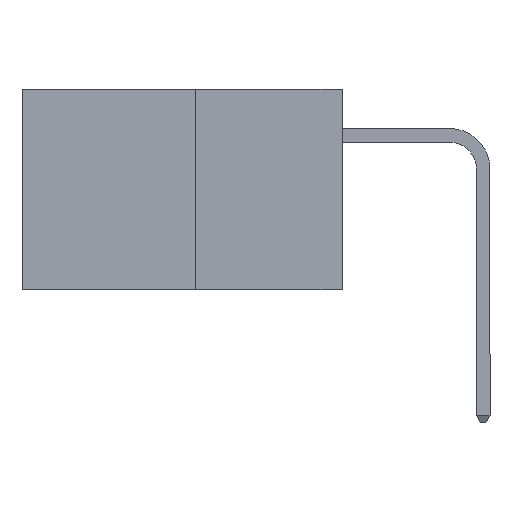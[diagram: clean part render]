
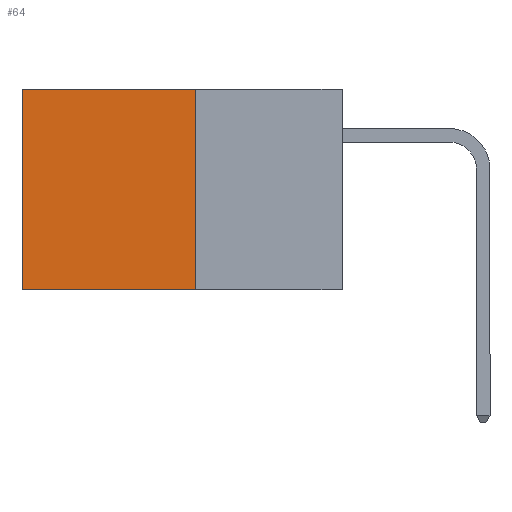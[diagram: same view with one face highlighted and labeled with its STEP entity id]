
A CAD part, left-side view. The second image highlights one B-rep face of the part: STEP entity #64.
In plain terms, the highlighted planar face has unit normal (-1, 0, 0).
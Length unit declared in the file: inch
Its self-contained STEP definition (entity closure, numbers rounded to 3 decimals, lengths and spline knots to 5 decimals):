
#64 = ADVANCED_FACE ( 'NONE', ( #8292 ), #3905, .F. ) ;
#449 = EDGE_CURVE ( 'NONE', #5517, #3573, #9989, .T. ) ;
#733 = CARTESIAN_POINT ( 'NONE',  ( 0.277, 0.27, -0.37 ) ) ;
#993 = CARTESIAN_POINT ( 'NONE',  ( 0.277, 0.59, 0. ) ) ;
#1023 = VECTOR ( 'NONE', #9043, 39.37008 ) ;
#1242 = VERTEX_POINT ( 'NONE', #2010 ) ;
#1492 = LINE ( 'NONE', #733, #9477 ) ;
#1566 = CARTESIAN_POINT ( 'NONE',  ( 0.277, 0.27, -0.37 ) ) ;
#2010 = CARTESIAN_POINT ( 'NONE',  ( 0.277, 0.59, -0.37 ) ) ;
#2579 = CARTESIAN_POINT ( 'NONE',  ( 0.277, 0.27, -0.37 ) ) ;
#2774 = EDGE_CURVE ( 'NONE', #5950, #1242, #3281, .T. ) ;
#3024 = CARTESIAN_POINT ( 'NONE',  ( 0.277, 0.27, 0. ) ) ;
#3281 = LINE ( 'NONE', #6601, #1023 ) ;
#3293 = DIRECTION ( 'NONE',  ( 0., 0., -1. ) ) ;
#3390 = ORIENTED_EDGE ( 'NONE', *, *, #2774, .T. ) ;
#3573 = VERTEX_POINT ( 'NONE', #8774 ) ;
#3807 = VECTOR ( 'NONE', #6050, 39.37008 ) ;
#3905 = PLANE ( 'NONE',  #7733 ) ;
#4259 = DIRECTION ( 'NONE',  ( 0., 0., -1. ) ) ;
#5466 = ORIENTED_EDGE ( 'NONE', *, *, #6526, .F. ) ;
#5517 = VERTEX_POINT ( 'NONE', #3024 ) ;
#5591 = CARTESIAN_POINT ( 'NONE',  ( 0.277, 0.27, 0. ) ) ;
#5932 = VECTOR ( 'NONE', #3293, 39.37008 ) ;
#5950 = VERTEX_POINT ( 'NONE', #993 ) ;
#6050 = DIRECTION ( 'NONE',  ( 0., 1., 0. ) ) ;
#6526 = EDGE_CURVE ( 'NONE', #3573, #1242, #1492, .T. ) ;
#6601 = CARTESIAN_POINT ( 'NONE',  ( 0.277, 0.59, -0.37 ) ) ;
#7350 = ORIENTED_EDGE ( 'NONE', *, *, #7361, .T. ) ;
#7361 = EDGE_CURVE ( 'NONE', #5517, #5950, #8030, .T. ) ;
#7733 = AXIS2_PLACEMENT_3D ( 'NONE', #2579, #8022, #4259 ) ;
#8022 = DIRECTION ( 'NONE',  ( 1., 0., 0. ) ) ;
#8030 = LINE ( 'NONE', #5591, #3807 ) ;
#8292 = FACE_OUTER_BOUND ( 'NONE', #8343, .T. ) ;
#8343 = EDGE_LOOP ( 'NONE', ( #3390, #5466, #9239, #7350 ) ) ;
#8774 = CARTESIAN_POINT ( 'NONE',  ( 0.277, 0.27, -0.37 ) ) ;
#9043 = DIRECTION ( 'NONE',  ( 0., 0., -1. ) ) ;
#9239 = ORIENTED_EDGE ( 'NONE', *, *, #449, .F. ) ;
#9477 = VECTOR ( 'NONE', #9895, 39.37008 ) ;
#9895 = DIRECTION ( 'NONE',  ( 0., 1., 0. ) ) ;
#9989 = LINE ( 'NONE', #1566, #5932 ) ;
